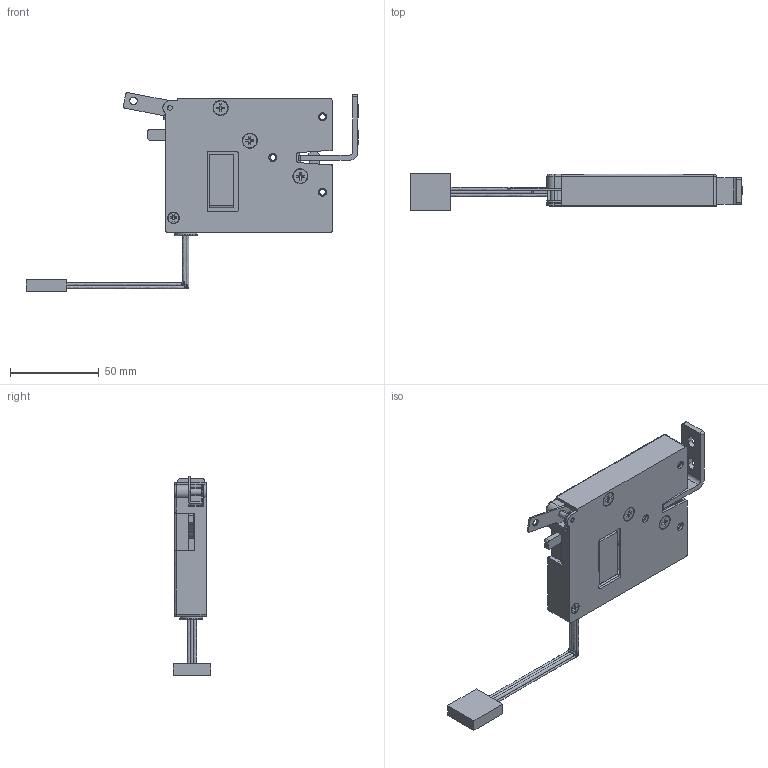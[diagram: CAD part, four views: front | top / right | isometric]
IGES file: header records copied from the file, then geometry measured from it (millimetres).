
Start section: ------------------------------------------------------------------------
Global section: file name: PC020.10904.LD_0055_21930.igs; native system: spGate; preprocessor: ver18.9.1 (****-****-****-****); author: Unknown; organization: Unknown; date: 230525.125000; units: millimetre
Bounding box: 187.2 x 21 x 112.21 mm (x, y, z)
Volume: 51383.5 mm3; surface area: 51777.7 mm2
Topology: 6 solids, 11 shells, 688 faces, 1866 edges, 1200 vertices
Faces by surface type: bspline 688
